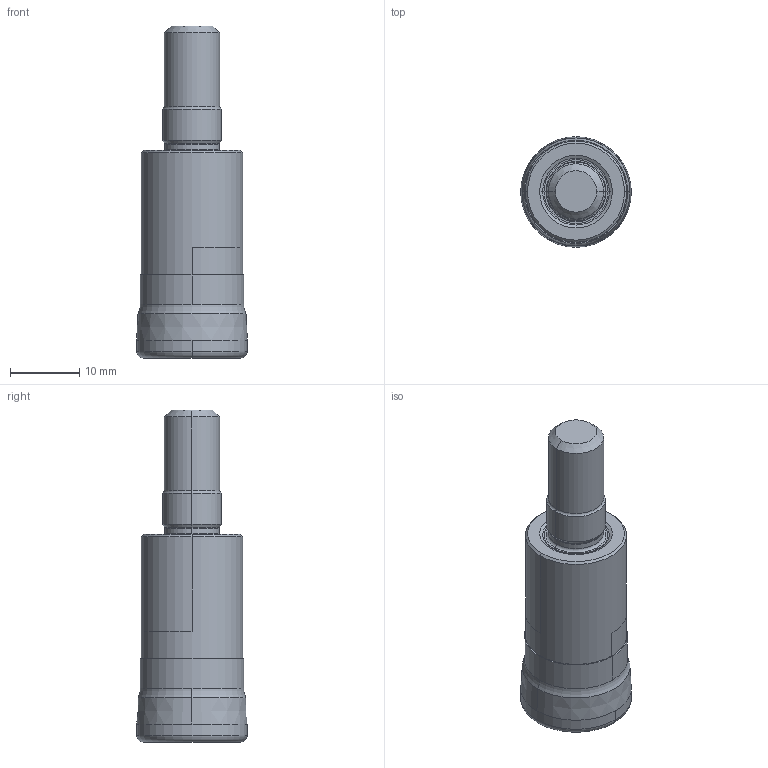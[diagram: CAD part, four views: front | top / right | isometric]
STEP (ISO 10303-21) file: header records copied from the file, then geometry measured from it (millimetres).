
FILE_DESCRIPTION(/* description */ (''),/* implementation_level */ '2;1');
FILE_NAME(/* name */ 'SRFHU10AM0830_IR0_0394.stp',/* time_stamp */ '2023-03-10T14:02:55+09:00',/* author */ (''),/* organization */ (''),/* preprocessor_version */ 'ST-DEVELOPER v16',/* originating_system */ 'SIEMENS PLM Software NX 10.0',/* authorisation */ '');
FILE_SCHEMA (('AUTOMOTIVE_DESIGN { 1 0 10303 214 3 1 1 1 }'));
Length unit declared in the file: millimetre
Products named in the file (1): SRFHU10AM0830_IR0_0394_ASM
Bounding box: 16 x 16 x 48 mm (x, y, z)
Volume: 6169.1 mm3; surface area: 2616.5 mm2
Topology: 2 solids, 2 shells, 43 faces, 107 edges, 80 vertices
Faces by surface type: cylinder 12, torus 12, cone 12, plane 7
Entity records: 1413 total; most frequent: DIRECTION 279, CARTESIAN_POINT 218, ORIENTED_EDGE 192, AXIS2_PLACEMENT_3D 123, EDGE_CURVE 96, CIRCLE 72, VERTEX_POINT 61, EDGE_LOOP 47
